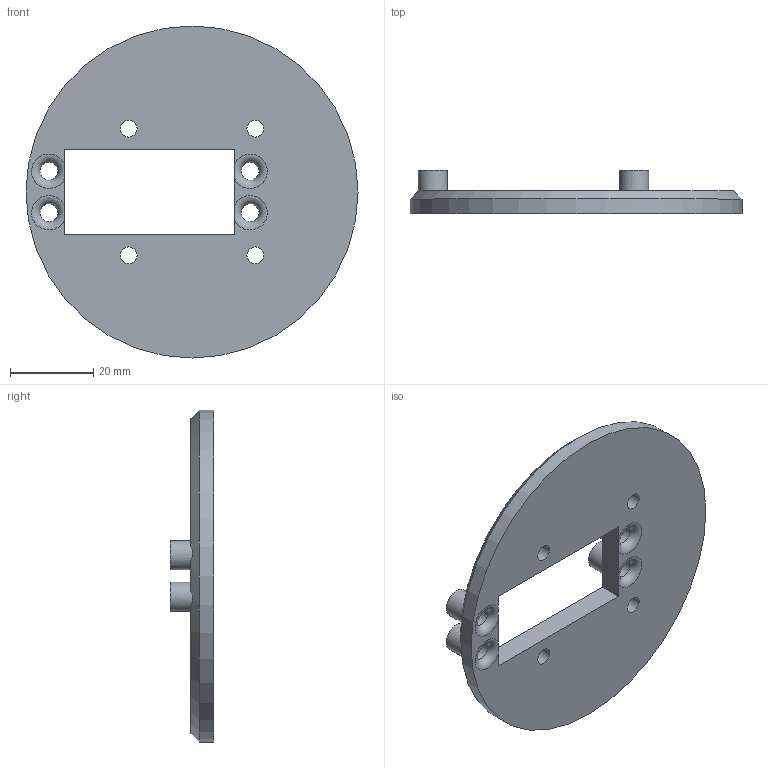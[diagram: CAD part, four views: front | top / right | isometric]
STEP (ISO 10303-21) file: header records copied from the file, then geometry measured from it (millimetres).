
FILE_DESCRIPTION(/* description */ (''),/* implementation_level */ '2;1');
FILE_NAME(/* name */ '1.Holder_Part1.stp',/* time_stamp */ '2024-02-11T14:40:58+01:00',/* author */ ('alsaa'),/* organization */ (''),/* preprocessor_version */ 'ST-DEVELOPER v18.1',/* originating_system */ 'Autodesk Inventor 2022',/* authorisation */ '');
FILE_SCHEMA (('AUTOMOTIVE_DESIGN { 1 0 10303 214 3 1 1 }'));
Length unit declared in the file: millimetre
Products named in the file (1): Gripper_Halter
Bounding box: 80 x 10.5 x 80 mm (x, y, z)
Volume: 22356.5 mm3; surface area: 11159.6 mm2
Topology: 1 solids, 1 shells, 28 faces, 84 edges, 56 vertices
Faces by surface type: cylinder 13, plane 10, torus 4, cone 1
Full cylindrical faces by diameter (mm): 4 x4, 4.3 x4, 7 x4, 80 x1
Entity records: 1107 total; most frequent: CARTESIAN_POINT 241, DIRECTION 180, ORIENTED_EDGE 168, EDGE_CURVE 84, AXIS2_PLACEMENT_3D 75, VERTEX_POINT 56, CIRCLE 46, EDGE_LOOP 44
